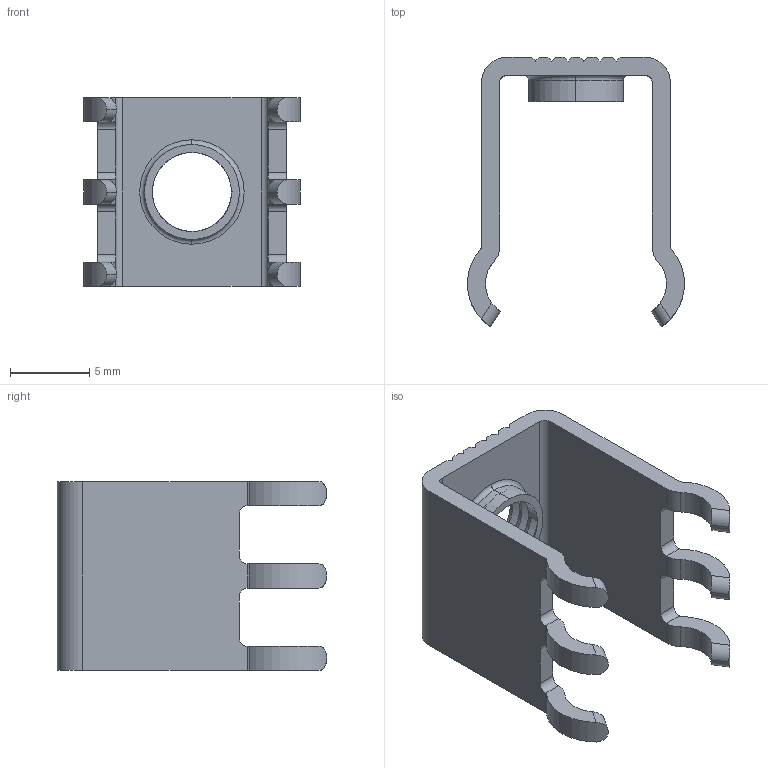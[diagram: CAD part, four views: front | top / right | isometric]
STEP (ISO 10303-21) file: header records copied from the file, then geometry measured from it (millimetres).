
FILE_DESCRIPTION (( 'STEP AP214' ), '1' );
FILE_NAME ('7808.STEP', '2019-04-08T11:19:54', ( '' ), ( '' ), 'SwSTEP 2.0', 'SolidWorks 2017', '' );
FILE_SCHEMA (( 'AUTOMOTIVE_DESIGN' ));
Length unit declared in the file: millimetre
Products named in the file (1): 7808
Bounding box: 13.72 x 17.02 x 11.94 mm (x, y, z)
Volume: 471.9 mm3; surface area: 1098.9 mm2
Topology: 1 solids, 1 shells, 136 faces, 398 edges, 264 vertices
Faces by surface type: cylinder 67, plane 56, bspline 11, torus 2
Entity records: 7225 total; most frequent: CARTESIAN_POINT 3806, ORIENTED_EDGE 796, DIRECTION 620, EDGE_CURVE 398, VERTEX_POINT 264, AXIS2_PLACEMENT_3D 224, VECTOR 172, LINE 172
